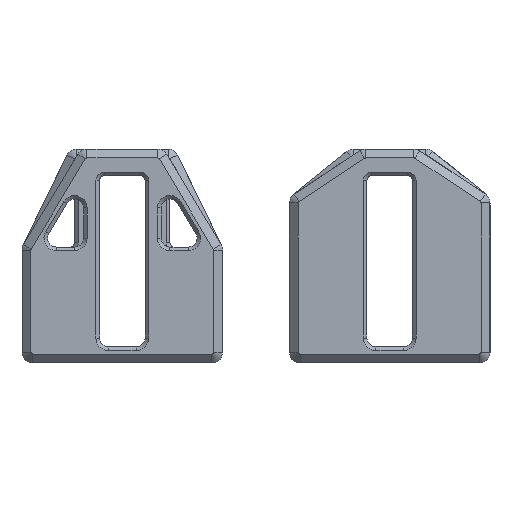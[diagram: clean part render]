
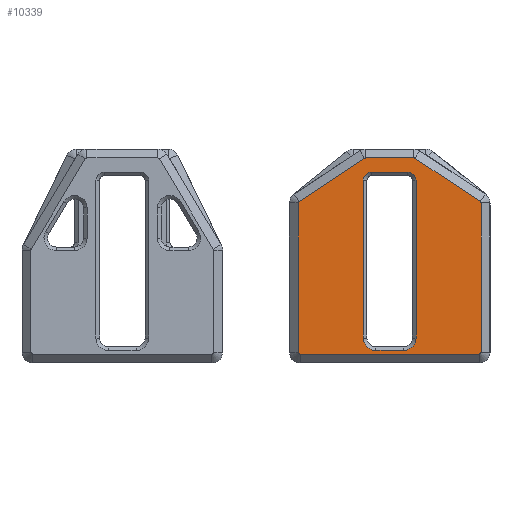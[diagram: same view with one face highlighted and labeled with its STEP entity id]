
A CAD part, left-side view. The second image highlights one B-rep face of the part: STEP entity #10339.
In plain terms, the highlighted planar face has unit normal (-1, 0, 0).
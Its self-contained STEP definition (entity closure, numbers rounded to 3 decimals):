
#249=FACE_BOUND('',#1877,.T.);
#637=CIRCLE('',#11165,2.8);
#639=CIRCLE('',#11169,2.8);
#641=CIRCLE('',#11173,1.8);
#643=CIRCLE('',#11177,1.8);
#647=CIRCLE('',#11186,0.4);
#648=CIRCLE('',#11187,0.4);
#649=CIRCLE('',#11188,0.4);
#650=CIRCLE('',#11189,0.4);
#651=CIRCLE('',#11190,0.4);
#652=CIRCLE('',#11191,0.4);
#1247=FACE_OUTER_BOUND('',#1876,.T.);
#1876=EDGE_LOOP('',(#7762,#7763,#7764,#7765,#7766,#7767,#7768,#7769,#7770,
#7771,#7772,#7773));
#1877=EDGE_LOOP('',(#7774,#7775,#7776,#7777,#7778,#7779,#7780,#7781));
#2568=LINE('',#18954,#3530);
#2573=LINE('',#18968,#3535);
#2577=LINE('',#18980,#3539);
#2581=LINE('',#18990,#3543);
#2591=LINE('',#19021,#3553);
#2592=LINE('',#19025,#3554);
#2593=LINE('',#19029,#3555);
#2594=LINE('',#19033,#3556);
#2595=LINE('',#19037,#3557);
#2596=LINE('',#19041,#3558);
#3530=VECTOR('',#12928,10.);
#3535=VECTOR('',#12941,10.);
#3539=VECTOR('',#12953,10.);
#3543=VECTOR('',#12965,10.);
#3553=VECTOR('',#12997,10.);
#3554=VECTOR('',#13000,10.);
#3555=VECTOR('',#13003,10.);
#3556=VECTOR('',#13006,10.);
#3557=VECTOR('',#13009,10.);
#3558=VECTOR('',#13012,10.);
#4537=VERTEX_POINT('',#18951);
#4538=VERTEX_POINT('',#18953);
#4541=VERTEX_POINT('',#18961);
#4543=VERTEX_POINT('',#18966);
#4545=VERTEX_POINT('',#18973);
#4547=VERTEX_POINT('',#18978);
#4548=VERTEX_POINT('',#18984);
#4549=VERTEX_POINT('',#18988);
#4558=VERTEX_POINT('',#19019);
#4559=VERTEX_POINT('',#19020);
#4560=VERTEX_POINT('',#19022);
#4561=VERTEX_POINT('',#19024);
#4562=VERTEX_POINT('',#19026);
#4563=VERTEX_POINT('',#19028);
#4564=VERTEX_POINT('',#19030);
#4565=VERTEX_POINT('',#19032);
#4566=VERTEX_POINT('',#19034);
#4567=VERTEX_POINT('',#19036);
#4568=VERTEX_POINT('',#19038);
#4569=VERTEX_POINT('',#19040);
#5681=EDGE_CURVE('',#4537,#4538,#2568,.T.);
#5686=EDGE_CURVE('',#4541,#4537,#637,.T.);
#5688=EDGE_CURVE('',#4543,#4541,#2573,.T.);
#5692=EDGE_CURVE('',#4545,#4543,#639,.T.);
#5694=EDGE_CURVE('',#4547,#4545,#2577,.T.);
#5698=EDGE_CURVE('',#4548,#4547,#641,.T.);
#5700=EDGE_CURVE('',#4549,#4548,#2581,.T.);
#5702=EDGE_CURVE('',#4538,#4549,#643,.T.);
#5715=EDGE_CURVE('',#4558,#4559,#2591,.T.);
#5716=EDGE_CURVE('',#4560,#4558,#647,.T.);
#5717=EDGE_CURVE('',#4561,#4560,#2592,.T.);
#5718=EDGE_CURVE('',#4562,#4561,#648,.T.);
#5719=EDGE_CURVE('',#4563,#4562,#2593,.T.);
#5720=EDGE_CURVE('',#4564,#4563,#649,.T.);
#5721=EDGE_CURVE('',#4565,#4564,#2594,.T.);
#5722=EDGE_CURVE('',#4566,#4565,#650,.T.);
#5723=EDGE_CURVE('',#4567,#4566,#2595,.T.);
#5724=EDGE_CURVE('',#4568,#4567,#651,.T.);
#5725=EDGE_CURVE('',#4569,#4568,#2596,.T.);
#5726=EDGE_CURVE('',#4559,#4569,#652,.T.);
#7762=ORIENTED_EDGE('',*,*,#5715,.F.);
#7763=ORIENTED_EDGE('',*,*,#5716,.F.);
#7764=ORIENTED_EDGE('',*,*,#5717,.F.);
#7765=ORIENTED_EDGE('',*,*,#5718,.F.);
#7766=ORIENTED_EDGE('',*,*,#5719,.F.);
#7767=ORIENTED_EDGE('',*,*,#5720,.F.);
#7768=ORIENTED_EDGE('',*,*,#5721,.F.);
#7769=ORIENTED_EDGE('',*,*,#5722,.F.);
#7770=ORIENTED_EDGE('',*,*,#5723,.F.);
#7771=ORIENTED_EDGE('',*,*,#5724,.F.);
#7772=ORIENTED_EDGE('',*,*,#5725,.F.);
#7773=ORIENTED_EDGE('',*,*,#5726,.F.);
#7774=ORIENTED_EDGE('',*,*,#5681,.F.);
#7775=ORIENTED_EDGE('',*,*,#5686,.F.);
#7776=ORIENTED_EDGE('',*,*,#5688,.F.);
#7777=ORIENTED_EDGE('',*,*,#5692,.F.);
#7778=ORIENTED_EDGE('',*,*,#5694,.F.);
#7779=ORIENTED_EDGE('',*,*,#5698,.F.);
#7780=ORIENTED_EDGE('',*,*,#5700,.F.);
#7781=ORIENTED_EDGE('',*,*,#5702,.F.);
#9935=PLANE('',#11185);
#10339=ADVANCED_FACE('',(#1247,#249),#9935,.T.);
#11165=AXIS2_PLACEMENT_3D('',#18963,#12936,#12937);
#11169=AXIS2_PLACEMENT_3D('',#18975,#12948,#12949);
#11173=AXIS2_PLACEMENT_3D('',#18986,#12960,#12961);
#11177=AXIS2_PLACEMENT_3D('',#18993,#12970,#12971);
#11185=AXIS2_PLACEMENT_3D('',#19018,#12995,#12996);
#11186=AXIS2_PLACEMENT_3D('',#19023,#12998,#12999);
#11187=AXIS2_PLACEMENT_3D('',#19027,#13001,#13002);
#11188=AXIS2_PLACEMENT_3D('',#19031,#13004,#13005);
#11189=AXIS2_PLACEMENT_3D('',#19035,#13007,#13008);
#11190=AXIS2_PLACEMENT_3D('',#19039,#13010,#13011);
#11191=AXIS2_PLACEMENT_3D('',#19042,#13013,#13014);
#12928=DIRECTION('',(0.,0.,1.));
#12936=DIRECTION('center_axis',(-1.,0.,0.));
#12937=DIRECTION('ref_axis',(0.,-0.707,-0.707));
#12941=DIRECTION('',(0.,-1.,0.));
#12948=DIRECTION('center_axis',(-1.,0.,0.));
#12949=DIRECTION('ref_axis',(0.,0.707,-0.707));
#12953=DIRECTION('',(0.,0.,-1.));
#12960=DIRECTION('center_axis',(-1.,0.,0.));
#12961=DIRECTION('ref_axis',(0.,0.707,0.707));
#12965=DIRECTION('',(0.,1.,0.));
#12970=DIRECTION('center_axis',(-1.,0.,0.));
#12971=DIRECTION('ref_axis',(0.,-0.707,0.707));
#12995=DIRECTION('center_axis',(-1.,0.,0.));
#12996=DIRECTION('ref_axis',(0.,0.,1.));
#12997=DIRECTION('',(0.,1.,0.));
#12998=DIRECTION('center_axis',(1.,0.,0.));
#12999=DIRECTION('ref_axis',(0.,-0.707,-0.707));
#13000=DIRECTION('',(0.,0.,-1.));
#13001=DIRECTION('center_axis',(1.,0.,0.));
#13002=DIRECTION('ref_axis',(0.,-0.881,0.474));
#13003=DIRECTION('',(0.,-0.834,-0.551));
#13004=DIRECTION('center_axis',(1.,0.,0.));
#13005=DIRECTION('ref_axis',(0.,-0.288,0.958));
#13006=DIRECTION('',(0.,-1.,0.));
#13007=DIRECTION('center_axis',(1.,0.,0.));
#13008=DIRECTION('ref_axis',(0.,0.288,0.958));
#13009=DIRECTION('',(0.,-0.834,0.551));
#13010=DIRECTION('center_axis',(1.,0.,0.));
#13011=DIRECTION('ref_axis',(0.,0.881,0.474));
#13012=DIRECTION('',(0.,0.,1.));
#13013=DIRECTION('center_axis',(1.,0.,0.));
#13014=DIRECTION('ref_axis',(0.,0.707,-0.707));
#18951=CARTESIAN_POINT('',(-3.,-5.9,-42.4));
#18953=CARTESIAN_POINT('',(-3.,-5.9,-7.));
#18954=CARTESIAN_POINT('',(-3.,-5.9,-15.));
#18961=CARTESIAN_POINT('',(-3.,-3.1,-45.2));
#18963=CARTESIAN_POINT('Origin',(-3.,-3.1,-42.4));
#18966=CARTESIAN_POINT('',(-3.,3.1,-45.2));
#18968=CARTESIAN_POINT('',(-3.,-2.55,-45.2));
#18973=CARTESIAN_POINT('',(-3.,5.9,-42.4));
#18975=CARTESIAN_POINT('Origin',(-3.,3.1,-42.4));
#18978=CARTESIAN_POINT('',(-3.,5.9,-7.));
#18980=CARTESIAN_POINT('',(-3.,5.9,-34.2));
#18984=CARTESIAN_POINT('',(-3.,4.1,-5.2));
#18986=CARTESIAN_POINT('Origin',(-3.,4.1,-7.));
#18988=CARTESIAN_POINT('',(-3.,-4.1,-5.2));
#18990=CARTESIAN_POINT('',(-3.,2.55,-5.2));
#18993=CARTESIAN_POINT('Origin',(-3.,-4.1,-7.));
#19018=CARTESIAN_POINT('Origin',(-3.,0.,-24.));
#19019=CARTESIAN_POINT('',(-3.,-20.1,-46.));
#19020=CARTESIAN_POINT('',(-3.,20.1,-46.));
#19021=CARTESIAN_POINT('',(-3.,11.25,-46.));
#19022=CARTESIAN_POINT('',(-3.,-20.5,-45.6));
#19023=CARTESIAN_POINT('Origin',(-3.,-20.1,-45.6));
#19024=CARTESIAN_POINT('',(-3.,-20.5,-12.091));
#19025=CARTESIAN_POINT('',(-3.,-20.5,-36.));
#19026=CARTESIAN_POINT('',(-3.,-20.32,-11.757));
#19027=CARTESIAN_POINT('Origin',(-3.,-20.1,-12.091));
#19028=CARTESIAN_POINT('',(-3.,-5.647,-2.066));
#19029=CARTESIAN_POINT('',(-3.,-16.6,-9.3));
#19030=CARTESIAN_POINT('',(-3.,-5.427,-2.));
#19031=CARTESIAN_POINT('Origin',(-3.,-5.427,-2.4));
#19032=CARTESIAN_POINT('',(-3.,5.427,-2.));
#19033=CARTESIAN_POINT('',(-3.,-3.074,-2.));
#19034=CARTESIAN_POINT('',(-3.,5.647,-2.066));
#19035=CARTESIAN_POINT('Origin',(-3.,5.427,-2.4));
#19036=CARTESIAN_POINT('',(-3.,20.32,-11.757));
#19037=CARTESIAN_POINT('',(-3.,8.424,-3.9));
#19038=CARTESIAN_POINT('',(-3.,20.5,-12.091));
#19039=CARTESIAN_POINT('Origin',(-3.,20.1,-12.091));
#19040=CARTESIAN_POINT('',(-3.,20.5,-45.6));
#19041=CARTESIAN_POINT('',(-3.,20.5,-17.4));
#19042=CARTESIAN_POINT('Origin',(-3.,20.1,-45.6));
